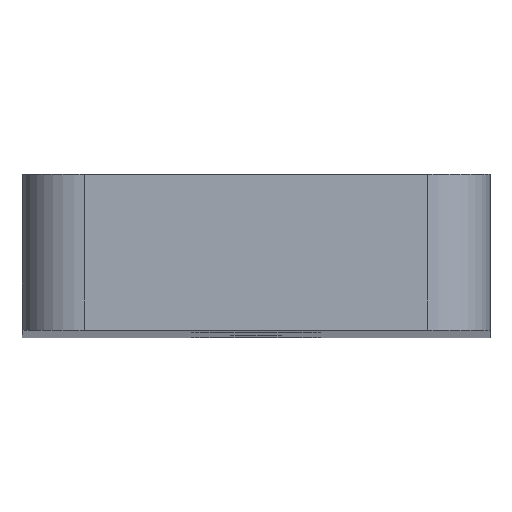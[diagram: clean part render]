
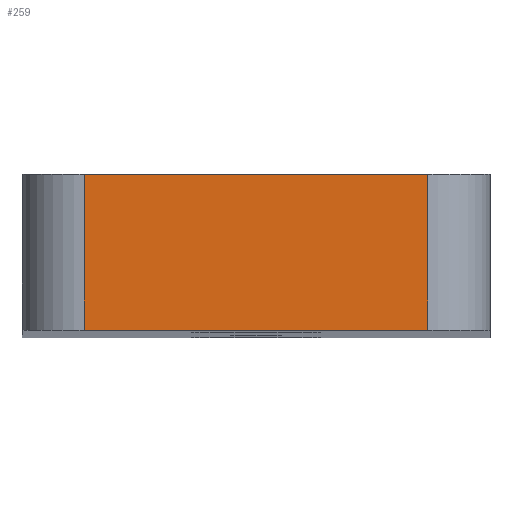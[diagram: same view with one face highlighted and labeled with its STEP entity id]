
A CAD part, top view. The second image highlights one B-rep face of the part: STEP entity #259.
In plain terms, the highlighted planar face has unit normal (0, 0, 1).
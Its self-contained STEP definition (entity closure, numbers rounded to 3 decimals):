
#18=PLANE('',#290);
#27=LINE('',#415,#43);
#32=LINE('',#433,#48);
#34=LINE('',#437,#50);
#35=LINE('',#438,#51);
#43=VECTOR('',#339,11.);
#48=VECTOR('',#358,5.);
#50=VECTOR('',#362,11.);
#51=VECTOR('',#363,5.);
#75=FACE_OUTER_BOUND('',#97,.T.);
#97=EDGE_LOOP('',(#217,#218,#219,#220));
#136=VERTEX_POINT('',#412);
#137=VERTEX_POINT('',#414);
#143=VERTEX_POINT('',#431);
#144=VERTEX_POINT('',#436);
#162=EDGE_CURVE('',#137,#136,#27,.T.);
#171=EDGE_CURVE('',#143,#136,#32,.T.);
#173=EDGE_CURVE('',#143,#144,#34,.T.);
#174=EDGE_CURVE('',#137,#144,#35,.T.);
#217=ORIENTED_EDGE('',*,*,#171,.F.);
#218=ORIENTED_EDGE('',*,*,#173,.T.);
#219=ORIENTED_EDGE('',*,*,#174,.F.);
#220=ORIENTED_EDGE('',*,*,#162,.T.);
#259=ADVANCED_FACE('',(#75),#18,.T.);
#290=AXIS2_PLACEMENT_3D('',#435,#360,#361);
#339=DIRECTION('',(-1.,0.,0.));
#358=DIRECTION('',(0.,1.,0.));
#360=DIRECTION('center_axis',(0.,0.,1.));
#361=DIRECTION('ref_axis',(1.,0.,0.));
#362=DIRECTION('',(1.,0.,0.));
#363=DIRECTION('',(0.,-1.,0.));
#412=CARTESIAN_POINT('',(-5.5,2.5,70.));
#414=CARTESIAN_POINT('',(5.5,2.5,70.));
#415=CARTESIAN_POINT('',(-7.5,2.5,70.));
#431=CARTESIAN_POINT('',(-5.5,-2.5,70.));
#433=CARTESIAN_POINT('',(-5.5,1.25,70.));
#435=CARTESIAN_POINT('Origin',(0.,0.,70.));
#436=CARTESIAN_POINT('',(5.5,-2.5,70.));
#437=CARTESIAN_POINT('',(7.5,-2.5,70.));
#438=CARTESIAN_POINT('',(5.5,-1.25,70.));
